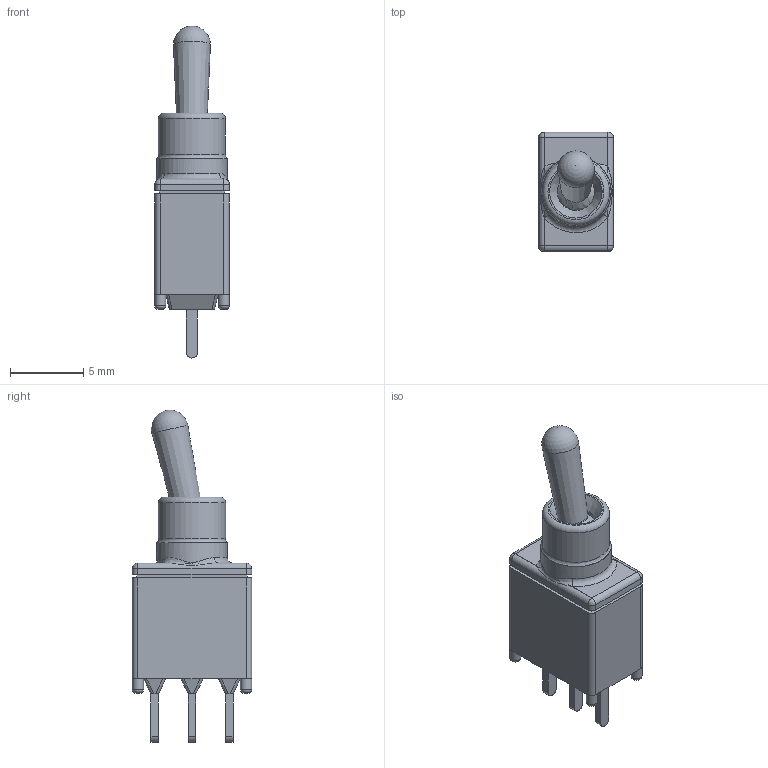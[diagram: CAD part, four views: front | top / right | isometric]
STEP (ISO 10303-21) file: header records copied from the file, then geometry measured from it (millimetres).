
FILE_DESCRIPTION(/* description */ (''),/* implementation_level */ '2;1');
FILE_NAME(/* name */ 'SW_C&K_ET03MD1CBE.stp',/* time_stamp */ '2016-12-21T16:40:14+01:00',/* author */ ('jchouvet'),/* organization */ (''),/* preprocessor_version */ 'ST-DEVELOPER v16.1',/* originating_system */ 'AutoCAD Mechanical',/* authorisation */ '');
FILE_SCHEMA (('AUTOMOTIVE_DESIGN { 1 0 10303 214 3 1 1 }'));
Length unit declared in the file: millimetre
Products named in the file (1): Product
Bounding box: 5.09 x 8.13 x 22.62 mm (x, y, z)
Volume: 542.9 mm3; surface area: 978.2 mm2
Topology: 19 solids, 19 shells, 160 faces, 329 edges, 207 vertices
Faces by surface type: plane 80, cylinder 53, sphere 15, bspline 6, torus 4, cone 2
Full cylindrical faces by diameter (mm): 0.762 x4, 2.043 x1, 2.54 x1, 3.581 x1, 4.572 x1, 4.801 x2
Entity records: 4368 total; most frequent: CARTESIAN_POINT 1040, DIRECTION 720, ORIENTED_EDGE 598, EDGE_CURVE 299, AXIS2_PLACEMENT_3D 276, VERTEX_POINT 194, EDGE_LOOP 179, LINE 168
